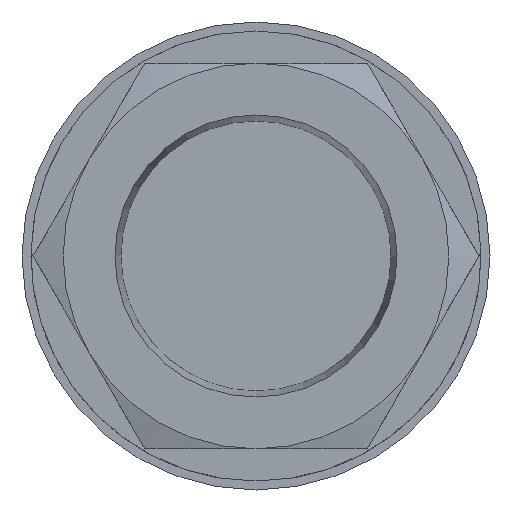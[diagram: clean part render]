
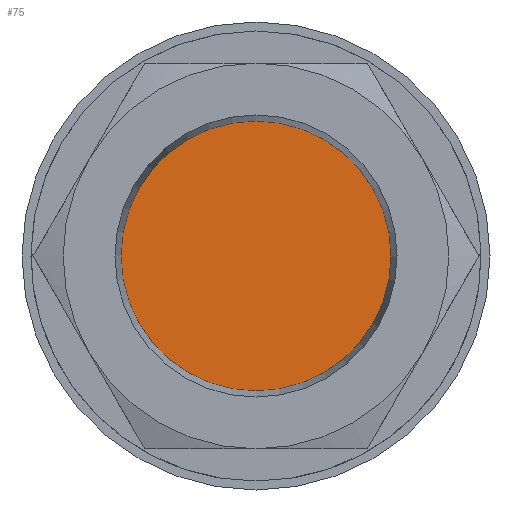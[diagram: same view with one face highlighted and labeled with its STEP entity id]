
A CAD part, left-side view. The second image highlights one B-rep face of the part: STEP entity #75.
In plain terms, the highlighted planar face has unit normal (-1, 0, 0).
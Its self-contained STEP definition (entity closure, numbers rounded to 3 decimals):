
#75 = ADVANCED_FACE( '', ( #181 ), #182, .F. );
#181 = FACE_OUTER_BOUND( '', #322, .T. );
#182 = PLANE( '', #323 );
#322 = EDGE_LOOP( '', ( #488 ) );
#323 = AXIS2_PLACEMENT_3D( '', #489, #490, #491 );
#488 = ORIENTED_EDGE( '', *, *, #836, .F. );
#489 = CARTESIAN_POINT( '', ( 2.667, 0., 0. ) );
#490 = DIRECTION( '', ( 1., 0., 0. ) );
#491 = DIRECTION( '', ( 0., 0., -1. ) );
#836 = EDGE_CURVE( '', #1003, #1003, #1004, .T. );
#1003 = VERTEX_POINT( '', #1236 );
#1004 = CIRCLE( '', #1237, 10.5 );
#1236 = CARTESIAN_POINT( '', ( 2.667, 0., -10.5 ) );
#1237 = AXIS2_PLACEMENT_3D( '', #1521, #1522, #1523 );
#1521 = CARTESIAN_POINT( '', ( 2.667, 0., 0. ) );
#1522 = DIRECTION( '', ( 1., 0., 0. ) );
#1523 = DIRECTION( '', ( 0., 0., -1. ) );
